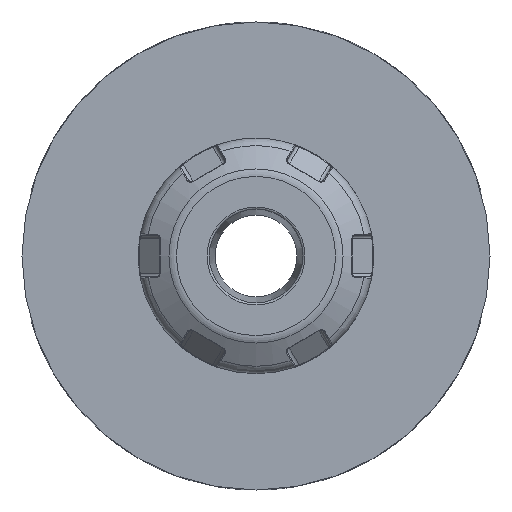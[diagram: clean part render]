
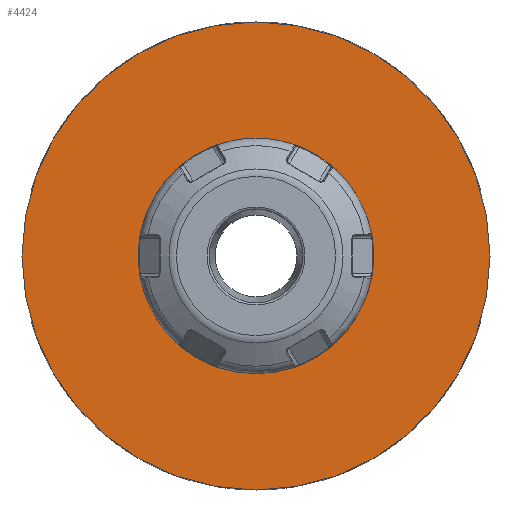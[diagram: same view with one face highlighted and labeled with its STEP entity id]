
A CAD part, left-side view. The second image highlights one B-rep face of the part: STEP entity #4424.
In plain terms, the highlighted planar face has unit normal (-1, 0, 0).
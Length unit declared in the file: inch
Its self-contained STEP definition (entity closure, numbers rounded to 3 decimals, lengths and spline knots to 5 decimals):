
#96=FACE_BOUND('',#745,.T.);
#173=PLANE('',#4808);
#489=FACE_OUTER_BOUND('',#744,.T.);
#744=EDGE_LOOP('',(#3814,#3815));
#745=EDGE_LOOP('',(#3816,#3817));
#921=CIRCLE('',#4806,0.62008);
#922=CIRCLE('',#4807,0.62008);
#923=CIRCLE('',#4809,1.24016);
#924=CIRCLE('',#4810,1.24016);
#1980=VERTEX_POINT('',#15015);
#1981=VERTEX_POINT('',#15017);
#1982=VERTEX_POINT('',#15021);
#1983=VERTEX_POINT('',#15022);
#2611=EDGE_CURVE('',#1981,#1980,#921,.T.);
#2612=EDGE_CURVE('',#1980,#1981,#922,.T.);
#2613=EDGE_CURVE('',#1982,#1983,#923,.T.);
#2614=EDGE_CURVE('',#1983,#1982,#924,.T.);
#3814=ORIENTED_EDGE('',*,*,#2613,.F.);
#3815=ORIENTED_EDGE('',*,*,#2614,.F.);
#3816=ORIENTED_EDGE('',*,*,#2611,.T.);
#3817=ORIENTED_EDGE('',*,*,#2612,.T.);
#4424=ADVANCED_FACE('',(#489,#96),#173,.T.);
#4806=AXIS2_PLACEMENT_3D('',#15018,#5757,#5758);
#4807=AXIS2_PLACEMENT_3D('',#15019,#5759,#5760);
#4808=AXIS2_PLACEMENT_3D('',#15020,#5761,#5762);
#4809=AXIS2_PLACEMENT_3D('',#15023,#5763,#5764);
#4810=AXIS2_PLACEMENT_3D('',#15024,#5765,#5766);
#5757=DIRECTION('center_axis',(1.,0.,0.));
#5758=DIRECTION('ref_axis',(0.,1.,0.));
#5759=DIRECTION('center_axis',(1.,0.,0.));
#5760=DIRECTION('ref_axis',(0.,1.,0.));
#5761=DIRECTION('center_axis',(-1.,0.,0.));
#5762=DIRECTION('ref_axis',(0.,0.,1.));
#5763=DIRECTION('center_axis',(1.,0.,0.));
#5764=DIRECTION('ref_axis',(0.,1.,0.));
#5765=DIRECTION('center_axis',(1.,0.,0.));
#5766=DIRECTION('ref_axis',(0.,1.,0.));
#15015=CARTESIAN_POINT('',(-0.86614,0.,0.62008));
#15017=CARTESIAN_POINT('',(-0.86614,0.62008,0.));
#15018=CARTESIAN_POINT('Origin',(-0.86614,0.,0.));
#15019=CARTESIAN_POINT('Origin',(-0.86614,0.,0.));
#15020=CARTESIAN_POINT('Origin',(-0.86614,0.93012,0.));
#15021=CARTESIAN_POINT('',(-0.86614,1.24016,0.));
#15022=CARTESIAN_POINT('',(-0.86614,-1.24016,0.));
#15023=CARTESIAN_POINT('Origin',(-0.86614,0.,0.));
#15024=CARTESIAN_POINT('Origin',(-0.86614,0.,0.));
